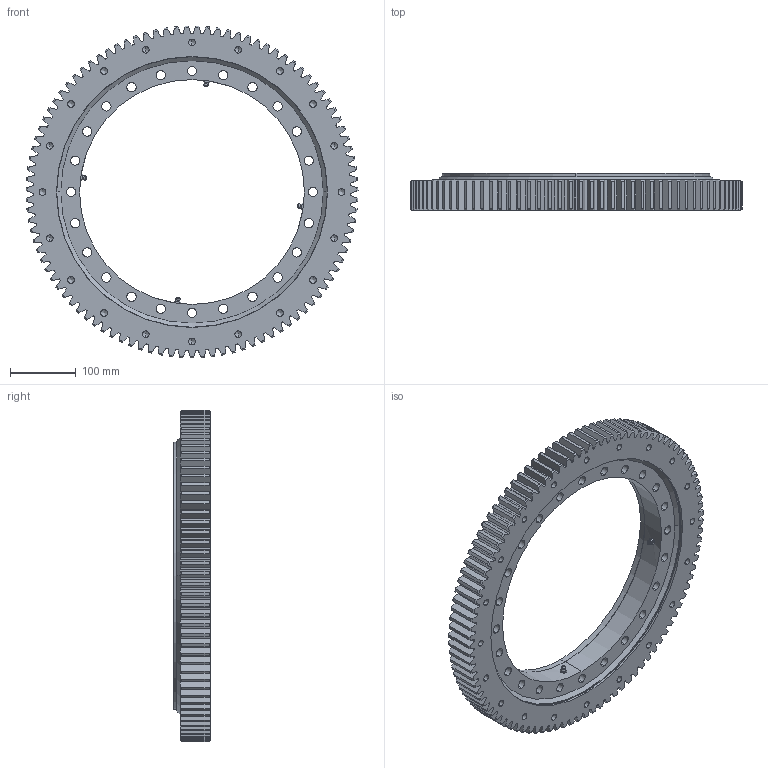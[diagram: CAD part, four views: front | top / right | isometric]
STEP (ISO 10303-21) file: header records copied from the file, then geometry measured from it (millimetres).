
FILE_DESCRIPTION (( 'STEP AP203' ), '1' );
FILE_NAME ('31-0411-01.STEP', '2017-12-28T09:41:34', ( 'defontaine' ), ( 'Hewlett-Packard Company' ), 'SwSTEP 2.0', 'SolidWorks 2016', '' );
FILE_SCHEMA (( 'CONFIG_CONTROL_DESIGN' ));
Length unit declared in the file: millimetre
Products named in the file (1): 31-0411-01
Bounding box: 504.99 x 56 x 504.93 mm (x, y, z)
Volume: 3888399.4 mm3; surface area: 685645.7 mm2
Topology: 9 solids, 9 shells, 880 faces, 2465 edges, 1595 vertices
Faces by surface type: cylinder 321, cone 271, plane 252, torus 26, sphere 10
Entity records: 29287 total; most frequent: CARTESIAN_POINT 6595, ORIENTED_EDGE 4840, DIRECTION 4718, EDGE_CURVE 2420, AXIS2_PLACEMENT_3D 1829, VERTEX_POINT 1592, LINE 1060, VECTOR 1060
